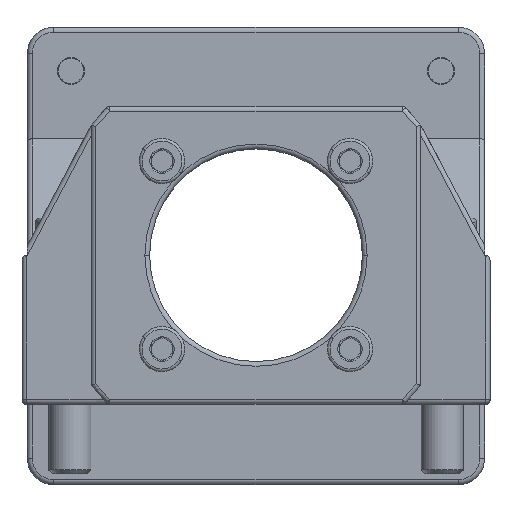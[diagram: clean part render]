
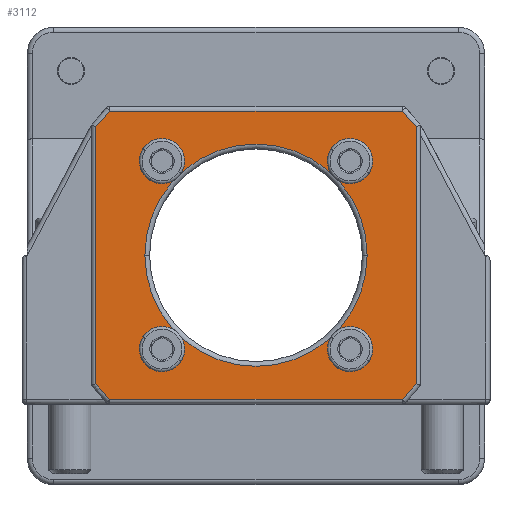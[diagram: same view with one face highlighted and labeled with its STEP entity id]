
A CAD part, top view. The second image highlights one B-rep face of the part: STEP entity #3112.
In plain terms, the highlighted planar face has unit normal (0, 0, 1).
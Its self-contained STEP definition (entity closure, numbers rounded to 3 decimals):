
#192=CARTESIAN_POINT('',(14.78,17.678,86.));
#193=VERTEX_POINT('',#192);
#194=CARTESIAN_POINT('',(20.575,17.678,86.));
#195=VERTEX_POINT('',#194);
#196=CARTESIAN_POINT('',(17.678,17.678,86.));
#197=DIRECTION('',(0.,0.,-1.));
#198=DIRECTION('',(1.,0.,0.));
#199=AXIS2_PLACEMENT_3D('',#196,#197,#198);
#200=CIRCLE('',#199,2.898);
#201=EDGE_CURVE('',#193,#195,#200,.T.);
#236=CARTESIAN_POINT('',(14.78,-17.678,86.));
#237=VERTEX_POINT('',#236);
#238=CARTESIAN_POINT('',(20.575,-17.678,86.));
#239=VERTEX_POINT('',#238);
#240=CARTESIAN_POINT('',(17.678,-17.678,86.));
#241=DIRECTION('',(0.,0.,-1.));
#242=DIRECTION('',(1.,0.,0.));
#243=AXIS2_PLACEMENT_3D('',#240,#241,#242);
#244=CIRCLE('',#243,2.898);
#245=EDGE_CURVE('',#237,#239,#244,.T.);
#280=CARTESIAN_POINT('',(-20.575,-17.678,86.));
#281=VERTEX_POINT('',#280);
#282=CARTESIAN_POINT('',(-14.78,-17.678,86.));
#283=VERTEX_POINT('',#282);
#284=CARTESIAN_POINT('',(-17.678,-17.678,86.));
#285=DIRECTION('',(0.,0.,-1.));
#286=DIRECTION('',(1.,0.,0.));
#287=AXIS2_PLACEMENT_3D('',#284,#285,#286);
#288=CIRCLE('',#287,2.898);
#289=EDGE_CURVE('',#281,#283,#288,.T.);
#324=CARTESIAN_POINT('',(-20.575,17.678,86.));
#325=VERTEX_POINT('',#324);
#326=CARTESIAN_POINT('',(-14.78,17.678,86.));
#327=VERTEX_POINT('',#326);
#328=CARTESIAN_POINT('',(-17.678,17.678,86.));
#329=DIRECTION('',(0.,0.,-1.));
#330=DIRECTION('',(1.,0.,0.));
#331=AXIS2_PLACEMENT_3D('',#328,#329,#330);
#332=CIRCLE('',#331,2.898);
#333=EDGE_CURVE('',#325,#327,#332,.T.);
#368=CARTESIAN_POINT('',(-20.9,-0.,86.));
#369=VERTEX_POINT('',#368);
#370=CARTESIAN_POINT('',(20.9,0.,86.));
#371=VERTEX_POINT('',#370);
#372=CARTESIAN_POINT('',(0.,0.,86.));
#373=DIRECTION('',(0.,0.,-1.));
#374=DIRECTION('',(1.,0.,0.));
#375=AXIS2_PLACEMENT_3D('',#372,#373,#374);
#376=CIRCLE('',#375,20.9);
#377=EDGE_CURVE('',#369,#371,#376,.T.);
#2987=CARTESIAN_POINT('',(-31.,-28.,86.));
#2988=DIRECTION('',(0.,0.,1.));
#2989=DIRECTION('',(1.,0.,0.));
#2990=AXIS2_PLACEMENT_3D('',#2987,#2988,#2989);
#2991=PLANE('',#2990);
#2992=CARTESIAN_POINT('',(-27.487,-27.1,86.));
#2993=VERTEX_POINT('',#2992);
#2994=CARTESIAN_POINT('',(27.487,-27.1,86.));
#2995=VERTEX_POINT('',#2994);
#2996=CARTESIAN_POINT('',(-27.487,-27.1,86.));
#2997=DIRECTION('',(1.,0.,0.));
#2998=VECTOR('',#2997,54.975);
#2999=LINE('',#2996,#2998);
#3000=EDGE_CURVE('',#2993,#2995,#2999,.T.);
#3001=ORIENTED_EDGE('',*,*,#3000,.T.);
#3002=CARTESIAN_POINT('',(30.1,-24.165,86.));
#3003=VERTEX_POINT('',#3002);
#3004=CARTESIAN_POINT('',(0.,0.,86.));
#3005=DIRECTION('',(0.,0.,1.));
#3006=DIRECTION('',(1.,0.,-0.));
#3007=AXIS2_PLACEMENT_3D('',#3004,#3005,#3006);
#3008=CIRCLE('',#3007,38.6);
#3009=EDGE_CURVE('',#2995,#3003,#3008,.T.);
#3010=ORIENTED_EDGE('',*,*,#3009,.T.);
#3011=CARTESIAN_POINT('',(30.1,24.165,86.));
#3012=VERTEX_POINT('',#3011);
#3013=CARTESIAN_POINT('',(30.1,-24.165,86.));
#3014=DIRECTION('',(-0.,1.,0.));
#3015=VECTOR('',#3014,48.33);
#3016=LINE('',#3013,#3015);
#3017=EDGE_CURVE('',#3003,#3012,#3016,.T.);
#3018=ORIENTED_EDGE('',*,*,#3017,.T.);
#3019=CARTESIAN_POINT('',(27.487,27.1,86.));
#3020=VERTEX_POINT('',#3019);
#3021=CARTESIAN_POINT('',(0.,0.,86.));
#3022=DIRECTION('',(0.,0.,1.));
#3023=DIRECTION('',(1.,0.,-0.));
#3024=AXIS2_PLACEMENT_3D('',#3021,#3022,#3023);
#3025=CIRCLE('',#3024,38.6);
#3026=EDGE_CURVE('',#3012,#3020,#3025,.T.);
#3027=ORIENTED_EDGE('',*,*,#3026,.T.);
#3028=CARTESIAN_POINT('',(-27.487,27.1,86.));
#3029=VERTEX_POINT('',#3028);
#3030=CARTESIAN_POINT('',(27.487,27.1,86.));
#3031=DIRECTION('',(-1.,0.,0.));
#3032=VECTOR('',#3031,54.975);
#3033=LINE('',#3030,#3032);
#3034=EDGE_CURVE('',#3020,#3029,#3033,.T.);
#3035=ORIENTED_EDGE('',*,*,#3034,.T.);
#3036=CARTESIAN_POINT('',(-30.1,24.165,86.));
#3037=VERTEX_POINT('',#3036);
#3038=CARTESIAN_POINT('',(0.,0.,86.));
#3039=DIRECTION('',(0.,0.,1.));
#3040=DIRECTION('',(1.,0.,-0.));
#3041=AXIS2_PLACEMENT_3D('',#3038,#3039,#3040);
#3042=CIRCLE('',#3041,38.6);
#3043=EDGE_CURVE('',#3029,#3037,#3042,.T.);
#3044=ORIENTED_EDGE('',*,*,#3043,.T.);
#3045=CARTESIAN_POINT('',(-30.1,-24.165,86.));
#3046=VERTEX_POINT('',#3045);
#3047=CARTESIAN_POINT('',(-30.1,24.165,86.));
#3048=DIRECTION('',(0.,-1.,0.));
#3049=VECTOR('',#3048,48.33);
#3050=LINE('',#3047,#3049);
#3051=EDGE_CURVE('',#3037,#3046,#3050,.T.);
#3052=ORIENTED_EDGE('',*,*,#3051,.T.);
#3053=CARTESIAN_POINT('',(0.,0.,86.));
#3054=DIRECTION('',(0.,0.,1.));
#3055=DIRECTION('',(1.,0.,-0.));
#3056=AXIS2_PLACEMENT_3D('',#3053,#3054,#3055);
#3057=CIRCLE('',#3056,38.6);
#3058=EDGE_CURVE('',#3046,#2993,#3057,.T.);
#3059=ORIENTED_EDGE('',*,*,#3058,.T.);
#3060=EDGE_LOOP('',(#3001,#3010,#3018,#3027,#3035,#3044,#3052,#3059));
#3061=FACE_BOUND('',#3060,.T.);
#3062=CARTESIAN_POINT('',(0.,0.,86.));
#3063=DIRECTION('',(0.,0.,-1.));
#3064=DIRECTION('',(1.,0.,0.));
#3065=AXIS2_PLACEMENT_3D('',#3062,#3063,#3064);
#3066=CIRCLE('',#3065,20.9);
#3067=EDGE_CURVE('',#371,#369,#3066,.T.);
#3068=ORIENTED_EDGE('',*,*,#3067,.T.);
#3069=ORIENTED_EDGE('',*,*,#377,.T.);
#3070=EDGE_LOOP('',(#3068,#3069));
#3071=FACE_BOUND('',#3070,.T.);
#3072=CARTESIAN_POINT('',(-17.678,17.678,86.));
#3073=DIRECTION('',(0.,0.,-1.));
#3074=DIRECTION('',(1.,0.,0.));
#3075=AXIS2_PLACEMENT_3D('',#3072,#3073,#3074);
#3076=CIRCLE('',#3075,2.898);
#3077=EDGE_CURVE('',#327,#325,#3076,.T.);
#3078=ORIENTED_EDGE('',*,*,#3077,.T.);
#3079=ORIENTED_EDGE('',*,*,#333,.T.);
#3080=EDGE_LOOP('',(#3078,#3079));
#3081=FACE_BOUND('',#3080,.T.);
#3082=CARTESIAN_POINT('',(-17.678,-17.678,86.));
#3083=DIRECTION('',(0.,0.,-1.));
#3084=DIRECTION('',(1.,0.,0.));
#3085=AXIS2_PLACEMENT_3D('',#3082,#3083,#3084);
#3086=CIRCLE('',#3085,2.898);
#3087=EDGE_CURVE('',#283,#281,#3086,.T.);
#3088=ORIENTED_EDGE('',*,*,#3087,.T.);
#3089=ORIENTED_EDGE('',*,*,#289,.T.);
#3090=EDGE_LOOP('',(#3088,#3089));
#3091=FACE_BOUND('',#3090,.T.);
#3092=CARTESIAN_POINT('',(17.678,-17.678,86.));
#3093=DIRECTION('',(0.,0.,-1.));
#3094=DIRECTION('',(1.,0.,0.));
#3095=AXIS2_PLACEMENT_3D('',#3092,#3093,#3094);
#3096=CIRCLE('',#3095,2.898);
#3097=EDGE_CURVE('',#239,#237,#3096,.T.);
#3098=ORIENTED_EDGE('',*,*,#3097,.T.);
#3099=ORIENTED_EDGE('',*,*,#245,.T.);
#3100=EDGE_LOOP('',(#3098,#3099));
#3101=FACE_BOUND('',#3100,.T.);
#3102=CARTESIAN_POINT('',(17.678,17.678,86.));
#3103=DIRECTION('',(0.,0.,-1.));
#3104=DIRECTION('',(1.,0.,0.));
#3105=AXIS2_PLACEMENT_3D('',#3102,#3103,#3104);
#3106=CIRCLE('',#3105,2.898);
#3107=EDGE_CURVE('',#195,#193,#3106,.T.);
#3108=ORIENTED_EDGE('',*,*,#3107,.T.);
#3109=ORIENTED_EDGE('',*,*,#201,.T.);
#3110=EDGE_LOOP('',(#3108,#3109));
#3111=FACE_BOUND('',#3110,.T.);
#3112=ADVANCED_FACE('NONE',(#3061,#3071,#3081,#3091,#3101,#3111),#2991,.T.);
